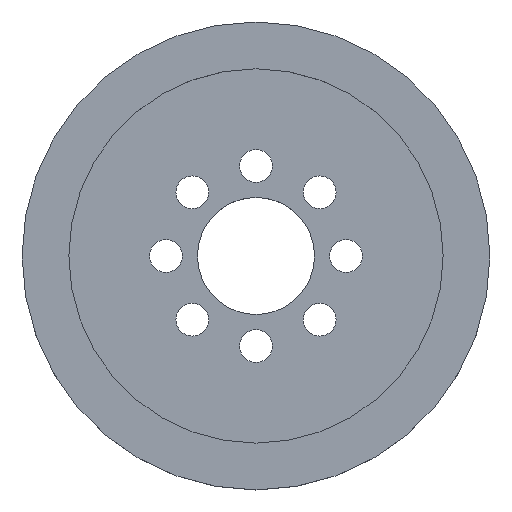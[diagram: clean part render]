
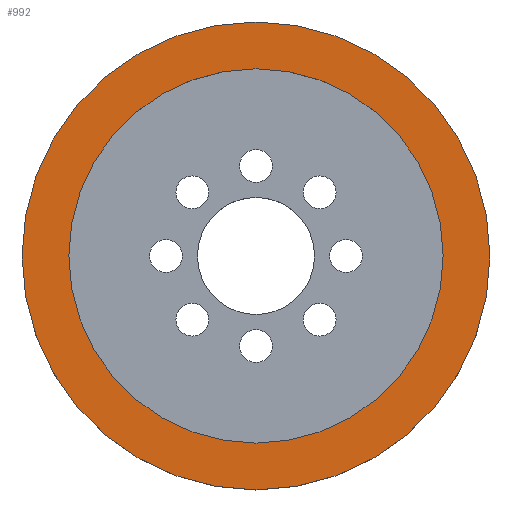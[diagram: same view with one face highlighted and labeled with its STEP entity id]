
A CAD part, top view. The second image highlights one B-rep face of the part: STEP entity #992.
In plain terms, the highlighted planar face has unit normal (0, 0, 1).
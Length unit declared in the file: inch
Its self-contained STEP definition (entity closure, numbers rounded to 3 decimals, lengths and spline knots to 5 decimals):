
#11 = DIRECTION ( 'NONE',  ( 1., 0., 0. ) ) ;
#14 = CARTESIAN_POINT ( 'NONE',  ( 0., 0., 0.115 ) ) ;
#73 = DIRECTION ( 'NONE',  ( 1., 0., 0. ) ) ;
#94 = FACE_OUTER_BOUND ( 'NONE', #976, .T. ) ;
#96 = FACE_BOUND ( 'NONE', #969, .T. ) ;
#138 = CIRCLE ( 'NONE', #455, 0.8 ) ;
#139 = CIRCLE ( 'NONE', #460, 1. ) ;
#183 = CIRCLE ( 'NONE', #497, 1. ) ;
#192 = CIRCLE ( 'NONE', #519, 0.8 ) ;
#218 = CARTESIAN_POINT ( 'NONE',  ( 0., 0., 0.115 ) ) ;
#273 = CARTESIAN_POINT ( 'NONE',  ( 0., 0., 0.115 ) ) ;
#302 = DIRECTION ( 'NONE',  ( 0., 0., 1. ) ) ;
#320 = CARTESIAN_POINT ( 'NONE',  ( 0.8, 0., 0.115 ) ) ;
#351 = AXIS2_PLACEMENT_3D ( 'NONE', #218, #893, #510 ) ;
#371 = VERTEX_POINT ( 'NONE', #320 ) ;
#383 = ORIENTED_EDGE ( 'NONE', *, *, #786, .T. ) ;
#385 = ORIENTED_EDGE ( 'NONE', *, *, #772, .F. ) ;
#386 = ORIENTED_EDGE ( 'NONE', *, *, #812, .T. ) ;
#389 = ORIENTED_EDGE ( 'NONE', *, *, #814, .F. ) ;
#425 = DIRECTION ( 'NONE',  ( 1., 0., 0. ) ) ;
#448 = VERTEX_POINT ( 'NONE', #862 ) ;
#455 = AXIS2_PLACEMENT_3D ( 'NONE', #852, #302, #884 ) ;
#460 = AXIS2_PLACEMENT_3D ( 'NONE', #14, #739, #73 ) ;
#497 = AXIS2_PLACEMENT_3D ( 'NONE', #273, #880, #425 ) ;
#510 = DIRECTION ( 'NONE',  ( 1., 0., 0. ) ) ;
#519 = AXIS2_PLACEMENT_3D ( 'NONE', #966, #674, #11 ) ;
#674 = DIRECTION ( 'NONE',  ( 0., 0., 1. ) ) ;
#686 = CARTESIAN_POINT ( 'NONE',  ( -1., 0., 0.115 ) ) ;
#739 = DIRECTION ( 'NONE',  ( 0., 0., 1. ) ) ;
#772 = EDGE_CURVE ( 'NONE', #955, #371, #192, .T. ) ;
#786 = EDGE_CURVE ( 'NONE', #448, #968, #183, .T. ) ;
#812 = EDGE_CURVE ( 'NONE', #968, #448, #139, .T. ) ;
#814 = EDGE_CURVE ( 'NONE', #371, #955, #138, .T. ) ;
#852 = CARTESIAN_POINT ( 'NONE',  ( 0., 0., 0.115 ) ) ;
#862 = CARTESIAN_POINT ( 'NONE',  ( 1., 0., 0.115 ) ) ;
#865 = PLANE ( 'NONE',  #351 ) ;
#880 = DIRECTION ( 'NONE',  ( 0., 0., 1. ) ) ;
#884 = DIRECTION ( 'NONE',  ( 1., 0., 0. ) ) ;
#893 = DIRECTION ( 'NONE',  ( 0., 0., 1. ) ) ;
#955 = VERTEX_POINT ( 'NONE', #990 ) ;
#966 = CARTESIAN_POINT ( 'NONE',  ( 0., 0., 0.115 ) ) ;
#968 = VERTEX_POINT ( 'NONE', #686 ) ;
#969 = EDGE_LOOP ( 'NONE', ( #385, #389 ) ) ;
#976 = EDGE_LOOP ( 'NONE', ( #386, #383 ) ) ;
#990 = CARTESIAN_POINT ( 'NONE',  ( -0.8, 0., 0.115 ) ) ;
#992 = ADVANCED_FACE ( 'NONE', ( #94, #96 ), #865, .T. ) ;
